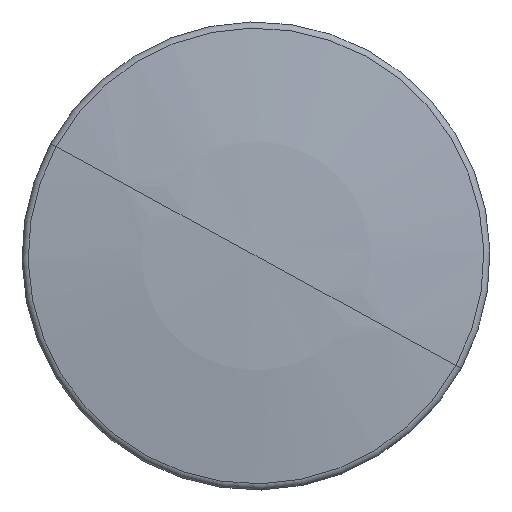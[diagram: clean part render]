
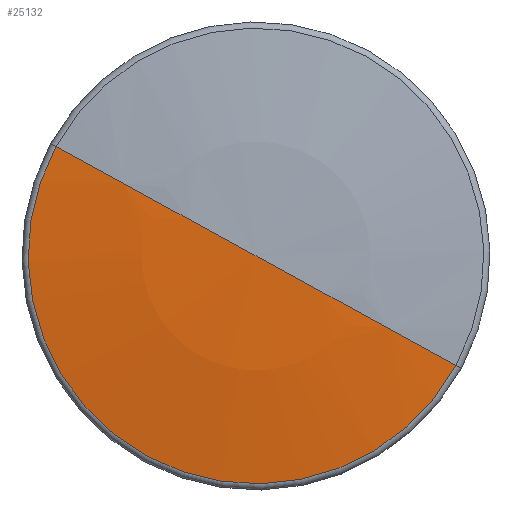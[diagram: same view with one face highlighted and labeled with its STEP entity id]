
A CAD part, top view. The second image highlights one B-rep face of the part: STEP entity #25132.
In plain terms, the highlighted spherical face has radius 100 mm.
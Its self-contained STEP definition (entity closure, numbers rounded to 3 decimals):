
#25104=AXIS2_PLACEMENT_3D('Sphere Axis2P3D',#25101,#25102,#25103) ;
#25108=AXIS2_PLACEMENT_3D('Circle Axis2P3D',#25106,#25107,$) ;
#25117=AXIS2_PLACEMENT_3D('Circle Axis2P3D',#25115,#25116,$) ;
#25124=AXIS2_PLACEMENT_3D('Circle Axis2P3D',#25122,#25123,$) ;
#25101=CARTESIAN_POINT('Axis2P3D Location',(0.,0.,-72.7)) ;
#25106=CARTESIAN_POINT('Axis2P3D Location',(0.,0.,-72.7)) ;
#25110=CARTESIAN_POINT('Vertex',(0.,0.,27.3)) ;
#25112=CARTESIAN_POINT('Vertex',(-7.468,-13.671,26.079)) ;
#25115=CARTESIAN_POINT('Axis2P3D Location',(0.,0.,26.079)) ;
#25119=CARTESIAN_POINT('Vertex',(7.468,13.671,26.079)) ;
#25122=CARTESIAN_POINT('Axis2P3D Location',(0.,0.,-72.7)) ;
#25102=DIRECTION('Axis2P3D Direction',(0.,0.,-1.)) ;
#25103=DIRECTION('Axis2P3D XDirection',(0.479,0.878,0.)) ;
#25107=DIRECTION('Axis2P3D Direction',(0.878,-0.479,0.)) ;
#25116=DIRECTION('Axis2P3D Direction',(0.,0.,-1.)) ;
#25123=DIRECTION('Axis2P3D Direction',(-0.878,0.479,0.)) ;
#25128=ORIENTED_EDGE('',*,*,#25114,.T.) ;
#25129=ORIENTED_EDGE('',*,*,#25121,.F.) ;
#25130=ORIENTED_EDGE('',*,*,#25126,.F.) ;
#25132=ADVANCED_FACE('Corps principal ( *SOL1 - wsp *MASTER -  )',(#25131),#25105,.T.) ;
#25109=CIRCLE('generated circle',#25108,100.) ;
#25118=CIRCLE('generated circle',#25117,15.578) ;
#25125=CIRCLE('generated circle',#25124,100.) ;
#25114=EDGE_CURVE('',#25111,#25113,#25109,.T.) ;
#25121=EDGE_CURVE('',#25120,#25113,#25118,.T.) ;
#25126=EDGE_CURVE('',#25111,#25120,#25125,.T.) ;
#25127=EDGE_LOOP('',(#25128,#25129,#25130)) ;
#25131=FACE_OUTER_BOUND('',#25127,.T.) ;
#25105=SPHERICAL_SURFACE('',#25104,100.) ;
#25111=VERTEX_POINT('',#25110) ;
#25113=VERTEX_POINT('',#25112) ;
#25120=VERTEX_POINT('',#25119) ;
